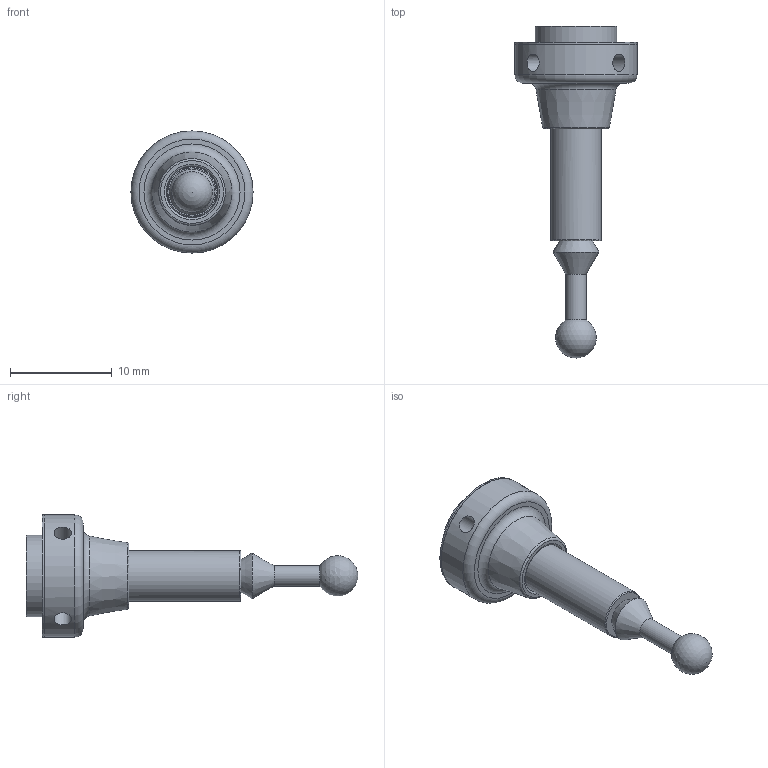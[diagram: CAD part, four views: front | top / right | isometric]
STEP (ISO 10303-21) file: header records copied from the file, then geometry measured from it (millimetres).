
FILE_DESCRIPTION(/* description */ ('Unknown'),/* implementation_level */ '2;1');
FILE_NAME(/* name */ '751500000',/* time_stamp */ '2021-09-27T13:41:57+02:00',/* author */ ('Unknown'),/* organization */ ('Unknown'),/* preprocessor_version */ 'ST-DEVELOPER v16.7',/* originating_system */ 'DEX',/* authorisation */ $);
FILE_SCHEMA (('AUTOMOTIVE_DESIGN {1 0 10303 214 3 1 1}'));
Length unit declared in the file: millimetre
Products named in the file (1): 0025251
Bounding box: 12 x 32.6 x 12 mm (x, y, z)
Volume: 136.6 mm3; surface area: 1004 mm2
Topology: 2 solids, 5 shells, 28 faces, 71 edges, 49 vertices
Faces by surface type: cylinder 9, cone 7, plane 6, torus 5, sphere 1
Full cylindrical faces by diameter (mm): 1.7 x4, 2 x1, 4.95 x1, 8 x1, 12 x2
Entity records: 681 total; most frequent: CARTESIAN_POINT 132, DIRECTION 108, FACE_BOUND 57, AXIS2_PLACEMENT_3D 54, ORIENTED_EDGE 52, EDGE_LOOP 52, VERTEX_POINT 34, EDGE_CURVE 29
